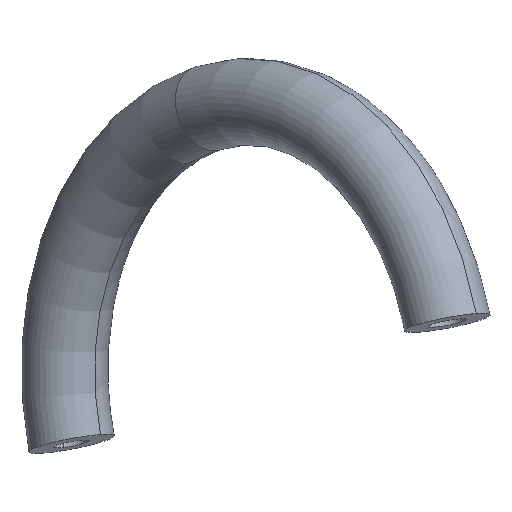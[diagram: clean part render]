
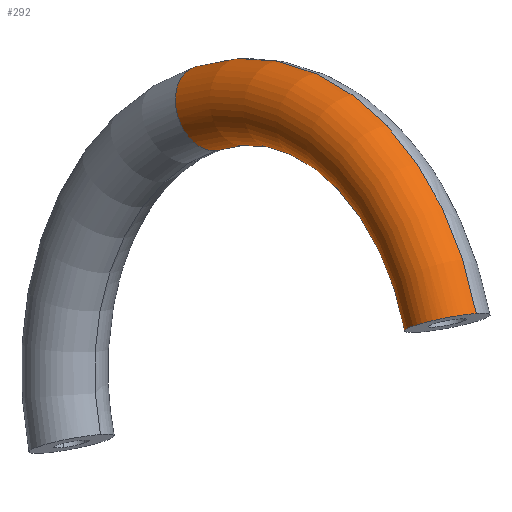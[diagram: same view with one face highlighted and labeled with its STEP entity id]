
A CAD part, isometric view. The second image highlights one B-rep face of the part: STEP entity #292.
In plain terms, the highlighted toroidal (fillet/blend) face has major radius 13 mm and minor radius 2 mm.
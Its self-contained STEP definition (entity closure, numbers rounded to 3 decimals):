
#140=CARTESIAN_POINT('POINT11',(-315.099,
   -8.903,51.592));
#141=VERTEX_POINT('VERTEX11',#140);
#148=CARTESIAN_POINT('POINT12',(-314.513,
   -12.087,53.942));
#149=VERTEX_POINT('VERTEX12',#148);
#156=(BOUNDED_CURVE() B_SPLINE_CURVE(2,(#157,#158,#159,#160,#161,#162,
   #163),.UNSPECIFIED.,.F.,.F.) B_SPLINE_CURVE_WITH_KNOTS((3,2,2,3),(
   0.244,0.333,0.667,
   0.756),.UNSPECIFIED.) CURVE() 
   GEOMETRIC_REPRESENTATION_ITEM() RATIONAL_B_SPLINE_CURVE((
   0.804,0.866,1.,0.5,
   1.,0.866,0.804)) 
   REPRESENTATION_ITEM('SPLINE_CRV13'));
#157=CARTESIAN_POINT('',(-315.099,-8.903,
   51.592));
#158=CARTESIAN_POINT('',(-315.597,-8.854,
   51.784));
#159=CARTESIAN_POINT('',(-315.989,-9.024,
   52.107));
#160=CARTESIAN_POINT('',(-318.524,-10.125,
   54.196));
#161=CARTESIAN_POINT('',(-315.482,-11.781,
   54.142));
#162=CARTESIAN_POINT('',(-315.011,-12.037,
   54.133));
#163=CARTESIAN_POINT('',(-314.513,-12.087,
   53.942));
#164=EDGE_CURVE('EDGE15',#141,#149,#156,.T.);
#179=CARTESIAN_POINT('POINT13',(-311.632,
   8.827,56.024));
#180=VERTEX_POINT('VERTEX13',#179);
#181=CARTESIAN_POINT('POS7',(-316.712,
   -0.148,45.131));
#182=DIRECTION('DIR11',(-0.929,0.092,
   0.357));
#183=DIRECTION('DIR12',(0.359,0.,
   0.933));
#184=AXIS2_PLACEMENT_3D('AXIS5',#181,#182,#183);
#185=CIRCLE('ELLIPSE1',#184,15.);
#186=EDGE_CURVE('EDGE16',#149,#180,#185,.T.);
#197=CARTESIAN_POINT('POS8',(-312.31,
   7.63,54.572));
#198=DIRECTION('DIR13',(-0.147,0.796,
   -0.587));
#199=DIRECTION('DIR14',(0.339,0.598,
   0.726));
#200=AXIS2_PLACEMENT_3D('AXIS6',#197,#198,#199);
#201=CIRCLE('ELLIPSE2',#200,2.);
#206=CARTESIAN_POINT('POS9',(-316.712,
   -0.148,45.131));
#207=DIRECTION('DIR15',(-0.929,0.092,
   0.357));
#208=DIRECTION('DIR16',(-0.339,-0.598,
   -0.726));
#209=AXIS2_PLACEMENT_3D('AXIS7',#206,#207,#208);
#210=TOROIDAL_SURFACE('TORUS1',#209,13.,
   2.);
#277=ORIENTED_EDGE('COEDGE41',*,*,#186,.T.);
#278=CARTESIAN_POINT('POINT18',(-312.987,
   6.433,53.119));
#279=VERTEX_POINT('VERTEX18',#278);
#280=EDGE_CURVE('EDGE25',#279,#180,#201,.T.);
#281=ORIENTED_EDGE('COEDGE42',*,*,#280,.F.);
#282=CARTESIAN_POINT('POS13',(-316.712,
   -0.148,45.131));
#283=DIRECTION('DIR21',(0.929,-0.092,
   -0.357));
#284=DIRECTION('DIR22',(0.359,0.,
   0.933));
#285=AXIS2_PLACEMENT_3D('AXIS9',#282,#283,#284);
#286=CIRCLE('ELLIPSE3',#285,11.);
#287=EDGE_CURVE('EDGE26',#279,#141,#286,.T.);
#288=ORIENTED_EDGE('COEDGE43',*,*,#287,.T.);
#289=ORIENTED_EDGE('COEDGE44',*,*,#164,.T.);
#290=EDGE_LOOP('NONE',(#277,#281,#288,#289));
#291=FACE_BOUND('LOOP1',#290,.T.);
#292=ADVANCED_FACE('FACE11',(#291),#210,.T.);
